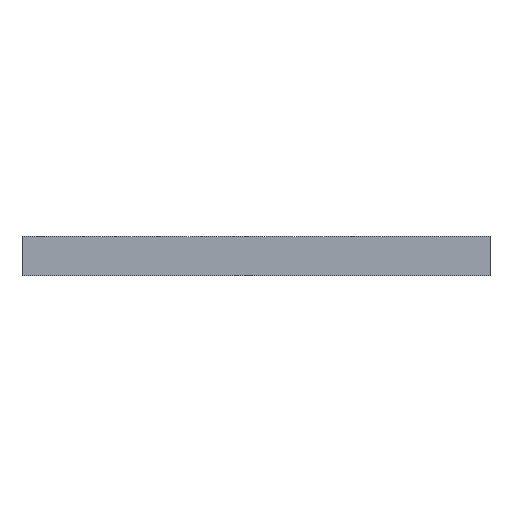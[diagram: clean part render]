
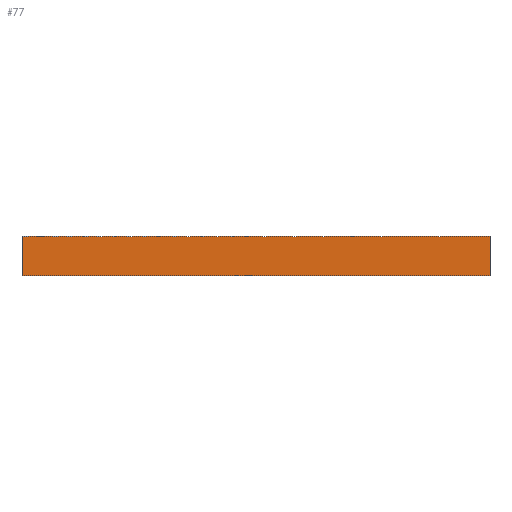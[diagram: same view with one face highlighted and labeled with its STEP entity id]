
A CAD part, front view. The second image highlights one B-rep face of the part: STEP entity #77.
In plain terms, the highlighted planar face has unit normal (0, -1, 0).
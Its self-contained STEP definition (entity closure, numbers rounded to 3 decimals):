
#77 = ADVANCED_FACE( '', ( #375 ), #376, .F. );
#375 = FACE_OUTER_BOUND( '', #1107, .T. );
#376 = PLANE( '', #1108 );
#1107 = EDGE_LOOP( '', ( #1846, #1847, #1848, #1849 ) );
#1108 = AXIS2_PLACEMENT_3D( '', #1850, #1851, #1852 );
#1846 = ORIENTED_EDGE( '', *, *, #2889, .T. );
#1847 = ORIENTED_EDGE( '', *, *, #2890, .F. );
#1848 = ORIENTED_EDGE( '', *, *, #2885, .F. );
#1849 = ORIENTED_EDGE( '', *, *, #2891, .T. );
#1850 = CARTESIAN_POINT( '', ( -300., -300., 50. ) );
#1851 = DIRECTION( '', ( 0., 1., 0. ) );
#1852 = DIRECTION( '', ( -1., 0., 0. ) );
#2885 = EDGE_CURVE( '', #3329, #3331, #3332, .T. );
#2889 = EDGE_CURVE( '', #3338, #3339, #3340, .T. );
#2890 = EDGE_CURVE( '', #3331, #3339, #3341, .T. );
#2891 = EDGE_CURVE( '', #3329, #3338, #3342, .T. );
#3329 = VERTEX_POINT( '', #3925 );
#3331 = VERTEX_POINT( '', #3928 );
#3332 = LINE( '', #3929, #3930 );
#3338 = VERTEX_POINT( '', #3938 );
#3339 = VERTEX_POINT( '', #3939 );
#3340 = LINE( '', #3940, #3941 );
#3341 = LINE( '', #3942, #3943 );
#3342 = LINE( '', #3944, #3945 );
#3925 = CARTESIAN_POINT( '', ( -300., -300., 50. ) );
#3928 = CARTESIAN_POINT( '', ( 300., -300., 50. ) );
#3929 = CARTESIAN_POINT( '', ( -300., -300., 50. ) );
#3930 = VECTOR( '', #4677, 1000. );
#3938 = CARTESIAN_POINT( '', ( -300., -300., 0. ) );
#3939 = CARTESIAN_POINT( '', ( 300., -300., 0. ) );
#3940 = CARTESIAN_POINT( '', ( -300., -300., 0. ) );
#3941 = VECTOR( '', #4683, 1000. );
#3942 = CARTESIAN_POINT( '', ( 300., -300., 50. ) );
#3943 = VECTOR( '', #4684, 1000. );
#3944 = CARTESIAN_POINT( '', ( -300., -300., 50. ) );
#3945 = VECTOR( '', #4685, 1000. );
#4677 = DIRECTION( '', ( 1., 0., 0. ) );
#4683 = DIRECTION( '', ( 1., 0., 0. ) );
#4684 = DIRECTION( '', ( 0., 0., -1. ) );
#4685 = DIRECTION( '', ( 0., 0., -1. ) );
